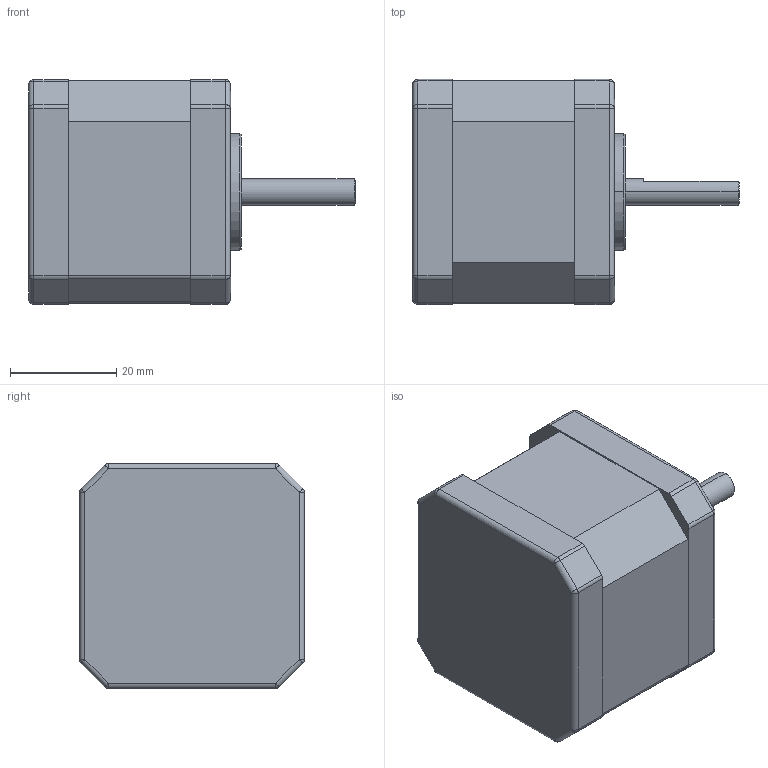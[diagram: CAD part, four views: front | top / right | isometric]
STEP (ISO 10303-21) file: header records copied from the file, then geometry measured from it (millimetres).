
FILE_DESCRIPTION (( 'STEP AP203' ), '1' );
FILE_NAME ('Nema 17 Stepper Motor (2019).STEP', '2022-07-05T18:02:34', ( '' ), ( '' ), 'SwSTEP 2.0', 'SolidWorks 2019', '' );
FILE_SCHEMA (( 'CONFIG_CONTROL_DESIGN' ));
Length unit declared in the file: millimetre
Products named in the file (1): Nema 17 Stepper Motor (2019)
Bounding box: 61.5 x 42.3 x 42.3 mm (x, y, z)
Volume: 64919.1 mm3; surface area: 10000.2 mm2
Topology: 1 solids, 1 shells, 104 faces, 236 edges, 134 vertices
Faces by surface type: cylinder 46, plane 37, sphere 16, cone 5
Entity records: 2898 total; most frequent: DIRECTION 535, CARTESIAN_POINT 473, ORIENTED_EDGE 456, EDGE_CURVE 228, AXIS2_PLACEMENT_3D 204, VERTEX_POINT 134, VECTOR 127, LINE 127
